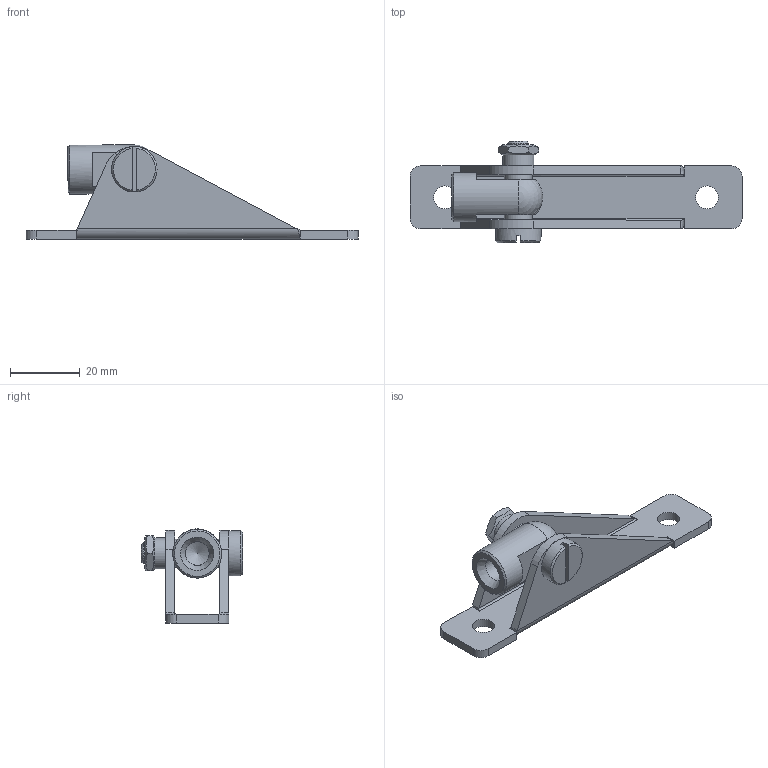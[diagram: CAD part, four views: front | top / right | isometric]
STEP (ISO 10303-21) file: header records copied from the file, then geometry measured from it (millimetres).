
FILE_DESCRIPTION(('FreeCAD Model'),'2;1');
FILE_NAME('Open CASCADE Shape Model','2023-08-23T16:51:17',('Author'),( ''),'Open CASCADE STEP processor 7.6','FreeCAD','Unknown');
FILE_SCHEMA(('AUTOMOTIVE_DESIGN { 1 0 10303 214 1 1 1 1 }'));
Length unit declared in the file: millimetre
Products named in the file (6): Baugruppe1; ENG-008022; ENG-001792; ENG-001793; ENG-003776; ENG-000313
Assembly tree (5 placements, depth 3):
  Baugruppe1
    ENG-008022
      ENG-001792
      ENG-001793
      ENG-003776
    ENG-000313
Bounding box: 95 x 29 x 27 mm (x, y, z)
Volume: 12100.2 mm3; surface area: 10313.8 mm2
Topology: 4 solids, 4 shells, 88 faces, 219 edges, 139 vertices
Faces by surface type: plane 49, cylinder 22, cone 12, bspline 4, sphere 1
Full cylindrical faces by diameter (mm): 2.459 x1, 6 x1, 6.5 x2, 6.8 x1, 8 x1, 8.1 x3, 8.9 x1, 13 x1, 14 x1
Entity records: 2809 total; most frequent: CARTESIAN_POINT 635, ORIENTED_EDGE 432, DIRECTION 412, EDGE_CURVE 216, AXIS2_PLACEMENT_3D 152, VERTEX_POINT 139, LINE 108, VECTOR 108
